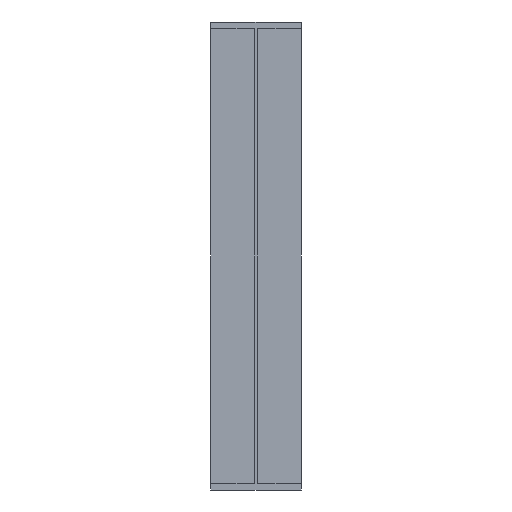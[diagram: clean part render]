
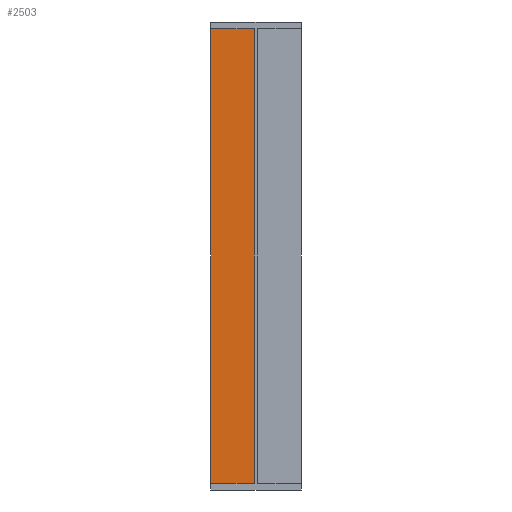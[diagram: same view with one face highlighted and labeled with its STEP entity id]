
A CAD part, front view. The second image highlights one B-rep face of the part: STEP entity #2503.
In plain terms, the highlighted planar face has unit normal (0, -1, 0).
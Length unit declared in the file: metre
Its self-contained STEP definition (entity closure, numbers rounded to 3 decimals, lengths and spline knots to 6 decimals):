
#32 = PLANE('',#33);
#33 = AXIS2_PLACEMENT_3D('',#34,#35,#36);
#34 = CARTESIAN_POINT('',(0.,0.,0.));
#35 = DIRECTION('',(1.,0.,-0.));
#36 = DIRECTION('',(0.,0.,1.));
#439 = VERTEX_POINT('',#440);
#440 = CARTESIAN_POINT('',(0.,493.,609.));
#454 = PLANE('',#455);
#455 = AXIS2_PLACEMENT_3D('',#456,#457,#458);
#456 = CARTESIAN_POINT('',(0.,0.,609.));
#457 = DIRECTION('',(0.,0.,1.));
#458 = DIRECTION('',(1.,0.,-0.));
#466 = EDGE_CURVE('',#467,#439,#469,.T.);
#467 = VERTEX_POINT('',#468);
#468 = CARTESIAN_POINT('',(0.,493.,9.));
#469 = SURFACE_CURVE('',#470,(#474,#481),.PCURVE_S1.);
#470 = LINE('',#471,#472);
#471 = CARTESIAN_POINT('',(0.,493.,9.));
#472 = VECTOR('',#473,1.);
#473 = DIRECTION('',(0.,0.,1.));
#474 = PCURVE('',#32,#475);
#475 = DEFINITIONAL_REPRESENTATION('',(#476),#480);
#476 = LINE('',#477,#478);
#477 = CARTESIAN_POINT('',(9.,-493.));
#478 = VECTOR('',#479,1.);
#479 = DIRECTION('',(1.,0.));
#480 = ( GEOMETRIC_REPRESENTATION_CONTEXT(2) 
PARAMETRIC_REPRESENTATION_CONTEXT() REPRESENTATION_CONTEXT('2D SPACE',''
  ) );
#481 = PCURVE('',#482,#487);
#482 = PLANE('',#483);
#483 = AXIS2_PLACEMENT_3D('',#484,#485,#486);
#484 = CARTESIAN_POINT('',(0.,493.,9.));
#485 = DIRECTION('',(-0.,1.,0.));
#486 = DIRECTION('',(0.,0.,1.));
#487 = DEFINITIONAL_REPRESENTATION('',(#488),#492);
#488 = LINE('',#489,#490);
#489 = CARTESIAN_POINT('',(0.,0.));
#490 = VECTOR('',#491,1.);
#491 = DIRECTION('',(1.,0.));
#492 = ( GEOMETRIC_REPRESENTATION_CONTEXT(2) 
PARAMETRIC_REPRESENTATION_CONTEXT() REPRESENTATION_CONTEXT('2D SPACE',''
  ) );
#508 = PLANE('',#509);
#509 = AXIS2_PLACEMENT_3D('',#510,#511,#512);
#510 = CARTESIAN_POINT('',(0.,0.,9.));
#511 = DIRECTION('',(0.,0.,1.));
#512 = DIRECTION('',(1.,0.,-0.));
#1868 = PLANE('',#1869);
#1869 = AXIS2_PLACEMENT_3D('',#1870,#1871,#1872);
#1870 = CARTESIAN_POINT('',(57.75,0.,9.));
#1871 = DIRECTION('',(1.,0.,-0.));
#1872 = DIRECTION('',(0.,0.,1.));
#2232 = VERTEX_POINT('',#2233);
#2233 = CARTESIAN_POINT('',(57.75,493.,9.));
#2254 = EDGE_CURVE('',#467,#2232,#2255,.T.);
#2255 = SURFACE_CURVE('',#2256,(#2260,#2267),.PCURVE_S1.);
#2256 = LINE('',#2257,#2258);
#2257 = CARTESIAN_POINT('',(0.,493.,9.));
#2258 = VECTOR('',#2259,1.);
#2259 = DIRECTION('',(1.,0.,-0.));
#2260 = PCURVE('',#508,#2261);
#2261 = DEFINITIONAL_REPRESENTATION('',(#2262),#2266);
#2262 = LINE('',#2263,#2264);
#2263 = CARTESIAN_POINT('',(0.,493.));
#2264 = VECTOR('',#2265,1.);
#2265 = DIRECTION('',(1.,0.));
#2266 = ( GEOMETRIC_REPRESENTATION_CONTEXT(2) 
PARAMETRIC_REPRESENTATION_CONTEXT() REPRESENTATION_CONTEXT('2D SPACE',''
  ) );
#2267 = PCURVE('',#482,#2268);
#2268 = DEFINITIONAL_REPRESENTATION('',(#2269),#2273);
#2269 = LINE('',#2270,#2271);
#2270 = CARTESIAN_POINT('',(0.,0.));
#2271 = VECTOR('',#2272,1.);
#2272 = DIRECTION('',(0.,1.));
#2273 = ( GEOMETRIC_REPRESENTATION_CONTEXT(2) 
PARAMETRIC_REPRESENTATION_CONTEXT() REPRESENTATION_CONTEXT('2D SPACE',''
  ) );
#2503 = ADVANCED_FACE('',(#2504),#482,.F.);
#2504 = FACE_BOUND('',#2505,.F.);
#2505 = EDGE_LOOP('',(#2506,#2507,#2508,#2531));
#2506 = ORIENTED_EDGE('',*,*,#2254,.F.);
#2507 = ORIENTED_EDGE('',*,*,#466,.T.);
#2508 = ORIENTED_EDGE('',*,*,#2509,.T.);
#2509 = EDGE_CURVE('',#439,#2510,#2512,.T.);
#2510 = VERTEX_POINT('',#2511);
#2511 = CARTESIAN_POINT('',(57.75,493.,609.));
#2512 = SURFACE_CURVE('',#2513,(#2517,#2524),.PCURVE_S1.);
#2513 = LINE('',#2514,#2515);
#2514 = CARTESIAN_POINT('',(0.,493.,609.));
#2515 = VECTOR('',#2516,1.);
#2516 = DIRECTION('',(1.,0.,-0.));
#2517 = PCURVE('',#482,#2518);
#2518 = DEFINITIONAL_REPRESENTATION('',(#2519),#2523);
#2519 = LINE('',#2520,#2521);
#2520 = CARTESIAN_POINT('',(600.,0.));
#2521 = VECTOR('',#2522,1.);
#2522 = DIRECTION('',(0.,1.));
#2523 = ( GEOMETRIC_REPRESENTATION_CONTEXT(2) 
PARAMETRIC_REPRESENTATION_CONTEXT() REPRESENTATION_CONTEXT('2D SPACE',''
  ) );
#2524 = PCURVE('',#454,#2525);
#2525 = DEFINITIONAL_REPRESENTATION('',(#2526),#2530);
#2526 = LINE('',#2527,#2528);
#2527 = CARTESIAN_POINT('',(0.,493.));
#2528 = VECTOR('',#2529,1.);
#2529 = DIRECTION('',(1.,0.));
#2530 = ( GEOMETRIC_REPRESENTATION_CONTEXT(2) 
PARAMETRIC_REPRESENTATION_CONTEXT() REPRESENTATION_CONTEXT('2D SPACE',''
  ) );
#2531 = ORIENTED_EDGE('',*,*,#2532,.F.);
#2532 = EDGE_CURVE('',#2232,#2510,#2533,.T.);
#2533 = SURFACE_CURVE('',#2534,(#2538,#2545),.PCURVE_S1.);
#2534 = LINE('',#2535,#2536);
#2535 = CARTESIAN_POINT('',(57.75,493.,9.));
#2536 = VECTOR('',#2537,1.);
#2537 = DIRECTION('',(0.,0.,1.));
#2538 = PCURVE('',#482,#2539);
#2539 = DEFINITIONAL_REPRESENTATION('',(#2540),#2544);
#2540 = LINE('',#2541,#2542);
#2541 = CARTESIAN_POINT('',(0.,57.75));
#2542 = VECTOR('',#2543,1.);
#2543 = DIRECTION('',(1.,0.));
#2544 = ( GEOMETRIC_REPRESENTATION_CONTEXT(2) 
PARAMETRIC_REPRESENTATION_CONTEXT() REPRESENTATION_CONTEXT('2D SPACE',''
  ) );
#2545 = PCURVE('',#1868,#2546);
#2546 = DEFINITIONAL_REPRESENTATION('',(#2547),#2551);
#2547 = LINE('',#2548,#2549);
#2548 = CARTESIAN_POINT('',(0.,-493.));
#2549 = VECTOR('',#2550,1.);
#2550 = DIRECTION('',(1.,0.));
#2551 = ( GEOMETRIC_REPRESENTATION_CONTEXT(2) 
PARAMETRIC_REPRESENTATION_CONTEXT() REPRESENTATION_CONTEXT('2D SPACE',''
  ) );
